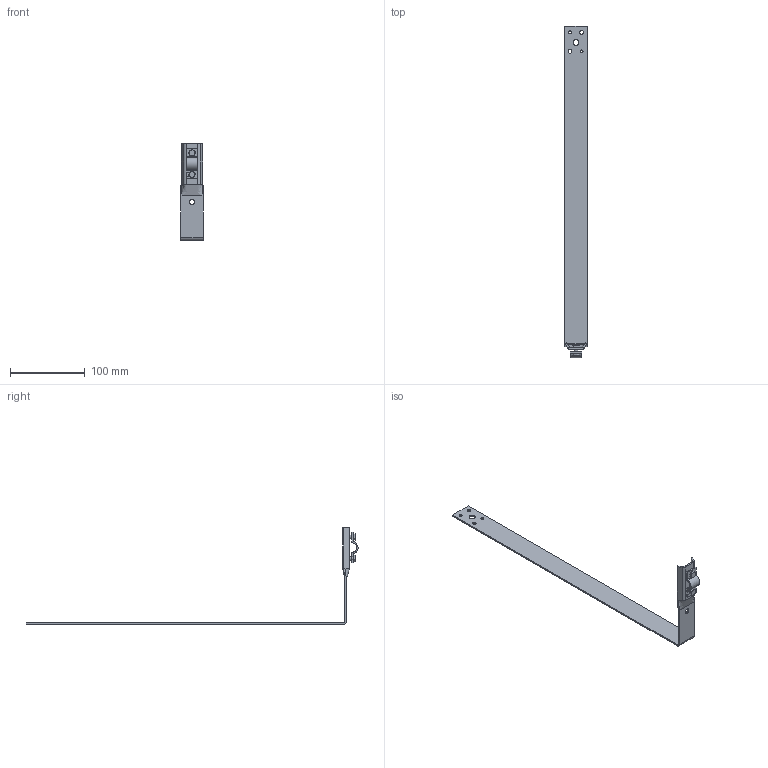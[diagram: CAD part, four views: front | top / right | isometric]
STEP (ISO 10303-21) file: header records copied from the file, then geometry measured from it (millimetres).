
FILE_DESCRIPTION(/* description */ (''),/* implementation_level */ '2;1');
FILE_NAME(/* name */ '503030 CDBO.stp',/* time_stamp */ '2023-05-18T15:39:50+03:00',/* author */ ('man37'),/* organization */ (''),/* preprocessor_version */ 'ST-DEVELOPER v19.2',/* originating_system */ 'Autodesk Inventor 2023',/* authorisation */ '');
FILE_SCHEMA (('AUTOMOTIVE_DESIGN { 1 0 10303 214 3 1 1 }'));
Length unit declared in the file: millimetre
Products named in the file (5): Черепичный держатель 
болтовой на обрешётку,
 для прутка Ø 5-10 мм.
 Длина 430 мм. Высота 
100 мм.; 503610 Скоба для крепления 
прутка; DIN 933 - M5  x 12; DIN 934 - M5; CDBO-L430
Assembly tree (6 placements, depth 2):
  Черепичный держатель 
болтовой на обрешётку,
 для прутка Ø 5-10 мм.
 Длина 430 мм. Высота 
100 мм.
    503610 Скоба для крепления 
прутка
    DIN 933 - M5  x 12  x2
    DIN 934 - M5  x2
    CDBO-L430
Bounding box: 30 x 445.47 x 130 mm (x, y, z)
Volume: 36135.6 mm3; surface area: 39388.6 mm2
Topology: 7 solids, 7 shells, 137 faces, 311 edges, 192 vertices
Faces by surface type: plane 77, cylinder 30, cone 24, bspline 6
Full cylindrical faces by diameter (mm): 4 x2, 4.134 x2, 4.567 x2, 5 x4, 5.5 x3, 6.7 x2, 7 x1, 8 x1
Entity records: 3322 total; most frequent: CARTESIAN_POINT 724, DIRECTION 495, ORIENTED_EDGE 476, EDGE_CURVE 238, AXIS2_PLACEMENT_3D 174, LINE 147, VECTOR 147, VERTEX_POINT 147
